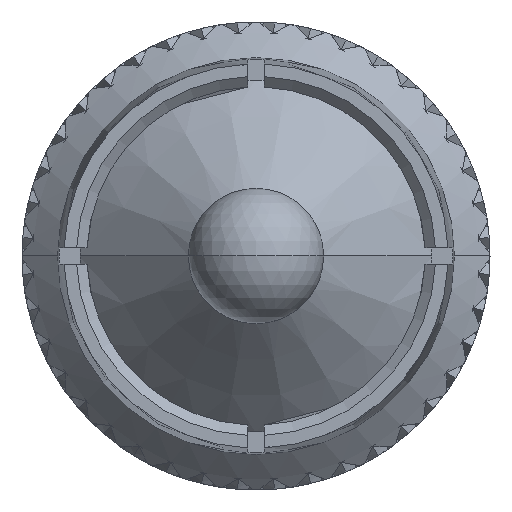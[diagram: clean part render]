
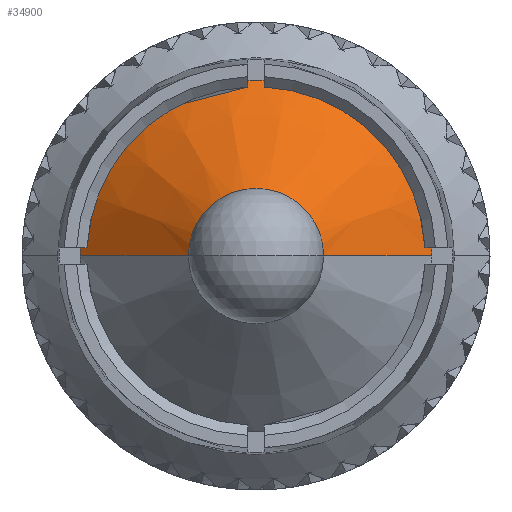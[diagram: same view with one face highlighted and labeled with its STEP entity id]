
A CAD part, left-side view. The second image highlights one B-rep face of the part: STEP entity #34900.
In plain terms, the highlighted conical face has half-angle 45.793 degrees and reference radius 5.5 mm.
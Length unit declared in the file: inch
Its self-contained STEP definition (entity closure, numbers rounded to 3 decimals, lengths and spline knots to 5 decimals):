
#322 = VECTOR ( 'NONE', #130551, 39.37008 ) ;
#1745 = ORIENTED_EDGE ( 'NONE', *, *, #42970, .T. ) ;
#12961 = CIRCLE ( 'NONE', #80434, 0.16403 ) ;
#18067 = DIRECTION ( 'NONE',  ( 0., 1., 0. ) ) ;
#20576 = DIRECTION ( 'NONE',  ( 0., 1., 0. ) ) ;
#20820 = ORIENTED_EDGE ( 'NONE', *, *, #126842, .F. ) ;
#28643 = DIRECTION ( 'NONE',  ( -1., 0., 0. ) ) ;
#28696 = DIRECTION ( 'NONE',  ( 0.697, 0.717, 0. ) ) ;
#34900 = ADVANCED_FACE ( 'NONE', ( #71657 ), #46550, .T. ) ;
#39313 = EDGE_CURVE ( 'NONE', #78823, #49988, #46652, .T. ) ;
#41023 = DIRECTION ( 'NONE',  ( 1., 0., 0. ) ) ;
#41653 = VERTEX_POINT ( 'NONE', #74000 ) ;
#42970 = EDGE_CURVE ( 'NONE', #41653, #51236, #12961, .T. ) ;
#46550 = CONICAL_SURFACE ( 'NONE', #129735, 0.21654, 0.799 ) ;
#46652 = CIRCLE ( 'NONE', #107377, 0.0626 ) ;
#49798 = LINE ( 'NONE', #69554, #108385 ) ;
#49988 = VERTEX_POINT ( 'NONE', #88514 ) ;
#51236 = VERTEX_POINT ( 'NONE', #119278 ) ;
#52680 = CARTESIAN_POINT ( 'NONE',  ( 0.11918, 0.0626, 0. ) ) ;
#67767 = LINE ( 'NONE', #87509, #322 ) ;
#69554 = CARTESIAN_POINT ( 'NONE',  ( 0.26891, 0.21654, 0. ) ) ;
#71657 = FACE_OUTER_BOUND ( 'NONE', #108823, .T. ) ;
#74000 = CARTESIAN_POINT ( 'NONE',  ( 0.21784, -0.16403, 0. ) ) ;
#78823 = VERTEX_POINT ( 'NONE', #52680 ) ;
#80434 = AXIS2_PLACEMENT_3D ( 'NONE', #125169, #28643, #18067 ) ;
#80851 = CARTESIAN_POINT ( 'NONE',  ( 0.26891, 0., 0. ) ) ;
#86728 = ORIENTED_EDGE ( 'NONE', *, *, #39313, .T. ) ;
#87509 = CARTESIAN_POINT ( 'NONE',  ( 0.26891, -0.21654, 0. ) ) ;
#88514 = CARTESIAN_POINT ( 'NONE',  ( 0.11918, -0.0626, 0. ) ) ;
#93138 = CARTESIAN_POINT ( 'NONE',  ( 0.11918, 0., 0. ) ) ;
#97574 = ORIENTED_EDGE ( 'NONE', *, *, #124464, .T. ) ;
#101269 = DIRECTION ( 'NONE',  ( 1., 0., 0. ) ) ;
#107377 = AXIS2_PLACEMENT_3D ( 'NONE', #93138, #41023, #20576 ) ;
#108385 = VECTOR ( 'NONE', #28696, 39.37008 ) ;
#108823 = EDGE_LOOP ( 'NONE', ( #86728, #97574, #1745, #20820 ) ) ;
#114684 = DIRECTION ( 'NONE',  ( 0., 1., 0. ) ) ;
#119278 = CARTESIAN_POINT ( 'NONE',  ( 0.21784, 0.16403, 0. ) ) ;
#124464 = EDGE_CURVE ( 'NONE', #49988, #41653, #67767, .T. ) ;
#125169 = CARTESIAN_POINT ( 'NONE',  ( 0.21784, 0., 0. ) ) ;
#126842 = EDGE_CURVE ( 'NONE', #78823, #51236, #49798, .T. ) ;
#129735 = AXIS2_PLACEMENT_3D ( 'NONE', #80851, #101269, #114684 ) ;
#130551 = DIRECTION ( 'NONE',  ( 0.697, -0.717, 0. ) ) ;
